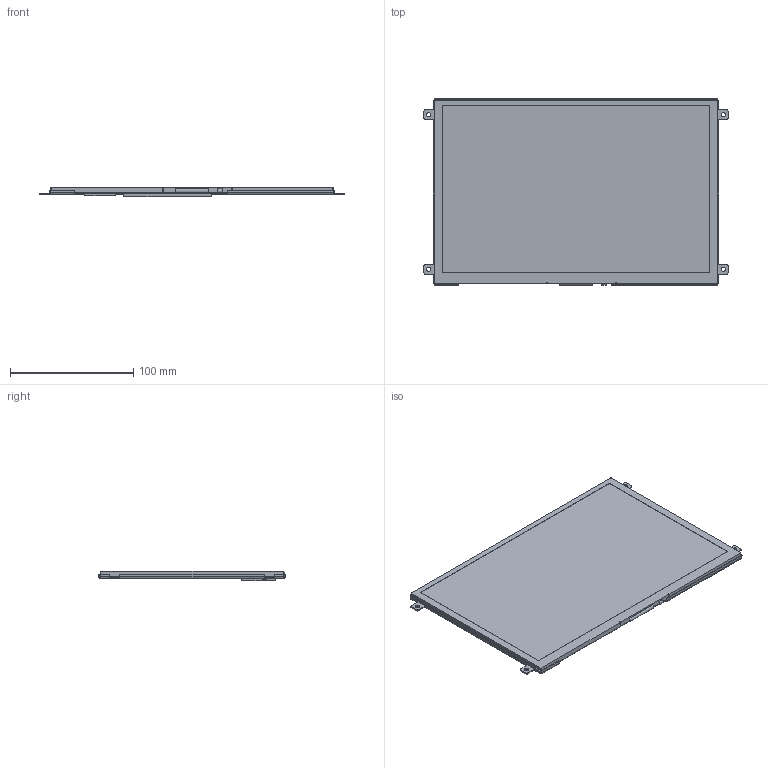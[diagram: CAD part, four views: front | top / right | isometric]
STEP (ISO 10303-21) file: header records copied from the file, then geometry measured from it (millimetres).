
FILE_DESCRIPTION(/* description */ (''),/* implementation_level */ '2;1');
FILE_NAME(/* name */ 'RVT101HVLFWN00_Rev.1.0.stp',/* time_stamp */ '2021-06-10T08:35:55+02:00',/* author */ ('Mateusz Natywa'),/* organization */ (''),/* preprocessor_version */ 'ST-DEVELOPER v17',/* originating_system */ 'Autodesk Inventor 2019',/* authorisation */ '');
FILE_SCHEMA (('CONFIG_CONTROL_DESIGN'));
Length unit declared in the file: millimetre
Products named in the file (4): RVT101HVLNWC00_Rev.1.0; DISP; FPC; ST101TF-1(1)_27.04
Assembly tree (3 placements, depth 2):
  RVT101HVLNWC00_Rev.1.0
    DISP
    FPC
    ST101TF-1(1)_27.04
Bounding box: 246.66 x 151.3 x 7.5 mm (x, y, z)
Volume: 157547.8 mm3; surface area: 195773.6 mm2
Topology: 4 solids, 132 shells, 382 faces, 1401 edges, 1158 vertices
Faces by surface type: plane 309, cylinder 61, bspline 8, sphere 4
Entity records: 16199 total; most frequent: CARTESIAN_POINT 3796, DIRECTION 2289, ORIENTED_EDGE 2118, EDGE_CURVE 1401, LINE 1211, VECTOR 1211, VERTEX_POINT 1158, AXIS2_PLACEMENT_3D 539
